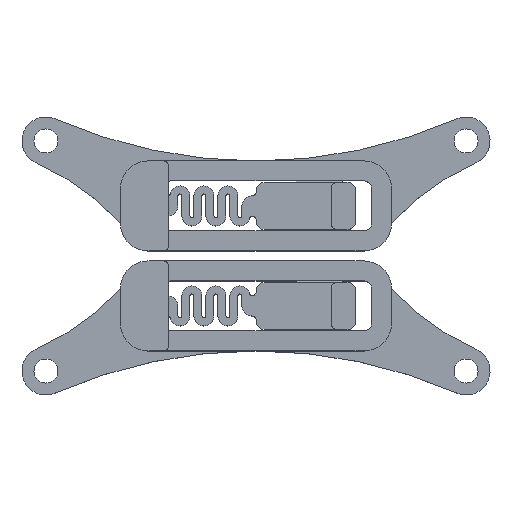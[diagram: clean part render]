
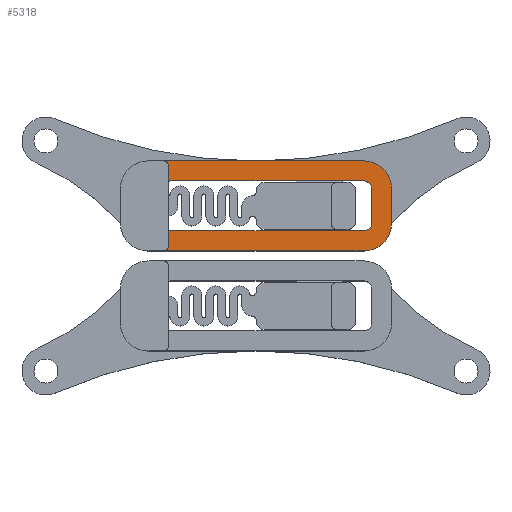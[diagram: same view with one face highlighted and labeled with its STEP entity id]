
A CAD part, top view. The second image highlights one B-rep face of the part: STEP entity #5318.
In plain terms, the highlighted planar face has unit normal (0, 0, 1).
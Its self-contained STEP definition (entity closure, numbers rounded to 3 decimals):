
#219=PLANE('',#5754);
#424=FACE_OUTER_BOUND('',#751,.T.);
#751=EDGE_LOOP('',(#4033,#4034,#4035,#4036,#4037,#4038,#4039,#4040,#4041,
#4042,#4043,#4044,#4045,#4046));
#1033=LINE('',#8098,#1547);
#1042=LINE('',#8119,#1556);
#1044=LINE('',#8123,#1558);
#1123=LINE('',#8338,#1637);
#1126=LINE('',#8346,#1640);
#1168=LINE('',#8457,#1682);
#1169=LINE('',#8460,#1683);
#1170=LINE('',#8461,#1684);
#1547=VECTOR('',#6358,10.);
#1556=VECTOR('',#6375,10.);
#1558=VECTOR('',#6379,10.);
#1637=VECTOR('',#6620,10.);
#1640=VECTOR('',#6629,10.);
#1682=VECTOR('',#6741,10.);
#1683=VECTOR('',#6744,10.);
#1684=VECTOR('',#6745,10.);
#2031=CIRCLE('',#5578,5.5);
#2101=CIRCLE('',#5715,1.5);
#2102=CIRCLE('',#5718,1.5);
#2103=CIRCLE('',#5721,1.5);
#2115=CIRCLE('',#5753,5.5);
#2116=CIRCLE('',#5755,1.5);
#2274=VERTEX_POINT('',#7941);
#2275=VERTEX_POINT('',#7943);
#2340=VERTEX_POINT('',#8096);
#2347=VERTEX_POINT('',#8116);
#2348=VERTEX_POINT('',#8118);
#2349=VERTEX_POINT('',#8122);
#2402=VERTEX_POINT('',#8330);
#2403=VERTEX_POINT('',#8332);
#2404=VERTEX_POINT('',#8336);
#2405=VERTEX_POINT('',#8340);
#2406=VERTEX_POINT('',#8344);
#2411=VERTEX_POINT('',#8356);
#2440=VERTEX_POINT('',#8456);
#2441=VERTEX_POINT('',#8458);
#2774=EDGE_CURVE('',#2274,#2275,#2031,.T.);
#2851=EDGE_CURVE('',#2274,#2340,#1033,.T.);
#2861=EDGE_CURVE('',#2348,#2347,#1042,.T.);
#2863=EDGE_CURVE('',#2349,#2275,#1044,.F.);
#2968=EDGE_CURVE('',#2403,#2402,#2101,.T.);
#2971=EDGE_CURVE('',#2402,#2404,#1123,.T.);
#2973=EDGE_CURVE('',#2404,#2405,#2102,.T.);
#2975=EDGE_CURVE('',#2405,#2406,#1126,.T.);
#2981=EDGE_CURVE('',#2411,#2406,#2103,.T.);
#3029=EDGE_CURVE('',#2348,#2340,#2115,.T.);
#3030=EDGE_CURVE('',#2440,#2347,#1168,.T.);
#3031=EDGE_CURVE('',#2441,#2440,#2116,.T.);
#3032=EDGE_CURVE('',#2441,#2403,#1169,.T.);
#3033=EDGE_CURVE('',#2349,#2411,#1170,.T.);
#4033=ORIENTED_EDGE('',*,*,#3029,.F.);
#4034=ORIENTED_EDGE('',*,*,#2861,.T.);
#4035=ORIENTED_EDGE('',*,*,#3030,.F.);
#4036=ORIENTED_EDGE('',*,*,#3031,.F.);
#4037=ORIENTED_EDGE('',*,*,#3032,.T.);
#4038=ORIENTED_EDGE('',*,*,#2968,.T.);
#4039=ORIENTED_EDGE('',*,*,#2971,.T.);
#4040=ORIENTED_EDGE('',*,*,#2973,.T.);
#4041=ORIENTED_EDGE('',*,*,#2975,.T.);
#4042=ORIENTED_EDGE('',*,*,#2981,.F.);
#4043=ORIENTED_EDGE('',*,*,#3033,.F.);
#4044=ORIENTED_EDGE('',*,*,#2863,.T.);
#4045=ORIENTED_EDGE('',*,*,#2774,.F.);
#4046=ORIENTED_EDGE('',*,*,#2851,.T.);
#5318=ADVANCED_FACE('',(#424),#219,.F.);
#5578=AXIS2_PLACEMENT_3D('',#7944,#6216,#6217);
#5715=AXIS2_PLACEMENT_3D('',#8333,#6614,#6615);
#5718=AXIS2_PLACEMENT_3D('',#8342,#6624,#6625);
#5721=AXIS2_PLACEMENT_3D('',#8358,#6637,#6638);
#5753=AXIS2_PLACEMENT_3D('',#8454,#6737,#6738);
#5754=AXIS2_PLACEMENT_3D('',#8455,#6739,#6740);
#5755=AXIS2_PLACEMENT_3D('',#8459,#6742,#6743);
#6216=DIRECTION('center_axis',(0.,0.,
-1.));
#6217=DIRECTION('ref_axis',(0.707,-0.707,0.));
#6358=DIRECTION('',(0.,1.,0.));
#6375=DIRECTION('',(-1.,0.,0.));
#6379=DIRECTION('',(-1.,0.,0.));
#6614=DIRECTION('center_axis',(0.,0.,
-1.));
#6615=DIRECTION('ref_axis',(0.707,0.707,0.));
#6620=DIRECTION('',(0.,-1.,0.));
#6624=DIRECTION('center_axis',(0.,0.,
-1.));
#6625=DIRECTION('ref_axis',(0.707,-0.707,0.));
#6629=DIRECTION('',(-1.,0.,0.));
#6637=DIRECTION('center_axis',(0.,0.,
1.));
#6638=DIRECTION('ref_axis',(-0.707,-0.707,0.));
#6737=DIRECTION('center_axis',(0.,0.,
-1.));
#6738=DIRECTION('ref_axis',(0.707,0.707,0.));
#6739=DIRECTION('center_axis',(0.,0.,
-1.));
#6740=DIRECTION('ref_axis',(-1.,0.,0.));
#6741=DIRECTION('',(0.,1.,0.));
#6742=DIRECTION('center_axis',(0.,0.,
1.));
#6743=DIRECTION('ref_axis',(-0.707,0.707,0.));
#6744=DIRECTION('',(1.,0.,0.));
#6745=DIRECTION('',(0.,1.,0.));
#7941=CARTESIAN_POINT('',(27.1,6.5,4.6));
#7943=CARTESIAN_POINT('',(21.6,1.,4.6));
#7944=CARTESIAN_POINT('Origin',(21.6,6.5,4.6));
#8096=CARTESIAN_POINT('',(27.1,13.5,4.6));
#8098=CARTESIAN_POINT('',(27.1,11.25,4.6));
#8116=CARTESIAN_POINT('',(-18.5,19.,4.6));
#8118=CARTESIAN_POINT('',(21.6,19.,4.6));
#8119=CARTESIAN_POINT('',(14.432,19.,4.6));
#8122=CARTESIAN_POINT('',(-18.5,1.,4.6));
#8123=CARTESIAN_POINT('',(-25.429,1.,4.6));
#8330=CARTESIAN_POINT('',(23.1,13.5,4.6));
#8332=CARTESIAN_POINT('',(21.6,15.,4.6));
#8333=CARTESIAN_POINT('Origin',(21.6,13.5,4.6));
#8336=CARTESIAN_POINT('',(23.1,6.5,4.6));
#8338=CARTESIAN_POINT('',(23.1,23.32,4.6));
#8340=CARTESIAN_POINT('',(21.6,5.,4.6));
#8342=CARTESIAN_POINT('Origin',(21.6,6.5,4.6));
#8344=CARTESIAN_POINT('',(-17.,5.,4.6));
#8346=CARTESIAN_POINT('',(6.75,5.,4.6));
#8356=CARTESIAN_POINT('',(-18.5,6.5,4.6));
#8358=CARTESIAN_POINT('Origin',(-17.,6.5,4.6));
#8454=CARTESIAN_POINT('Origin',(21.6,13.5,4.6));
#8455=CARTESIAN_POINT('Origin',(0.,14.,4.6));
#8456=CARTESIAN_POINT('',(-18.5,13.5,4.6));
#8457=CARTESIAN_POINT('',(-18.5,14.5,4.6));
#8458=CARTESIAN_POINT('',(-17.,15.,4.6));
#8459=CARTESIAN_POINT('Origin',(-17.,13.5,4.6));
#8460=CARTESIAN_POINT('',(17.1,15.,4.6));
#8461=CARTESIAN_POINT('',(-18.5,14.5,4.6));
